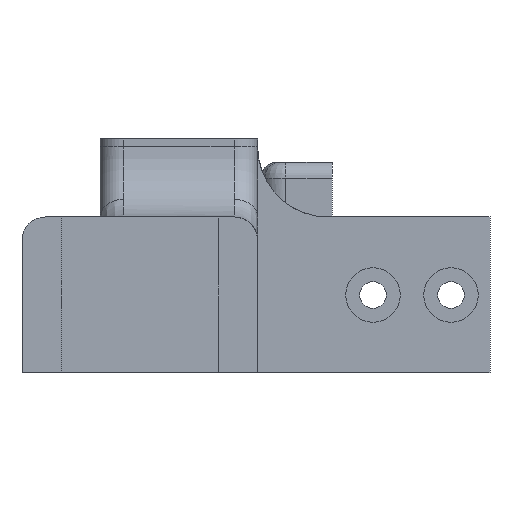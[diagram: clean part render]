
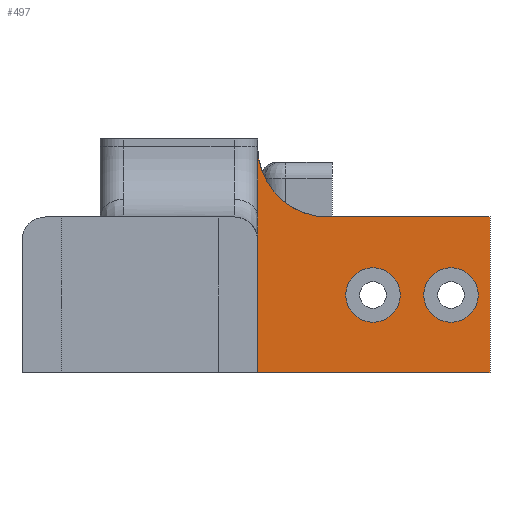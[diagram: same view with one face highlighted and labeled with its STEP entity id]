
A CAD part, left-side view. The second image highlights one B-rep face of the part: STEP entity #497.
In plain terms, the highlighted planar face has unit normal (-1, 0, 0).
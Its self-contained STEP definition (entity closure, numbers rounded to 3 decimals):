
#70 = VERTEX_POINT('',#71);
#71 = CARTESIAN_POINT('',(75.,45.8,20.));
#77 = EDGE_CURVE('',#70,#78,#80,.T.);
#78 = VERTEX_POINT('',#79);
#79 = CARTESIAN_POINT('',(75.,54.8,29.));
#80 = CIRCLE('',#81,9.);
#81 = AXIS2_PLACEMENT_3D('',#82,#83,#84);
#82 = CARTESIAN_POINT('',(75.,45.8,29.));
#83 = DIRECTION('',(1.,0.,-0.));
#84 = DIRECTION('',(0.,0.,1.));
#409 = EDGE_CURVE('',#410,#70,#412,.T.);
#410 = VERTEX_POINT('',#411);
#411 = CARTESIAN_POINT('',(75.,25.,20.));
#412 = LINE('',#413,#414);
#413 = CARTESIAN_POINT('',(75.,25.,20.));
#414 = VECTOR('',#415,1.);
#415 = DIRECTION('',(0.,1.,0.));
#497 = ADVANCED_FACE('',(#498,#532,#543),#554,.T.);
#498 = FACE_BOUND('',#499,.T.);
#499 = EDGE_LOOP('',(#500,#501,#502,#510,#518,#526));
#500 = ORIENTED_EDGE('',*,*,#409,.T.);
#501 = ORIENTED_EDGE('',*,*,#77,.T.);
#502 = ORIENTED_EDGE('',*,*,#503,.F.);
#503 = EDGE_CURVE('',#504,#78,#506,.T.);
#504 = VERTEX_POINT('',#505);
#505 = CARTESIAN_POINT('',(75.,54.8,20.));
#506 = LINE('',#507,#508);
#507 = CARTESIAN_POINT('',(75.,54.8,10.));
#508 = VECTOR('',#509,1.);
#509 = DIRECTION('',(0.,0.,1.));
#510 = ORIENTED_EDGE('',*,*,#511,.F.);
#511 = EDGE_CURVE('',#512,#504,#514,.T.);
#512 = VERTEX_POINT('',#513);
#513 = CARTESIAN_POINT('',(75.,54.8,0.));
#514 = LINE('',#515,#516);
#515 = CARTESIAN_POINT('',(75.,54.8,0.));
#516 = VECTOR('',#517,1.);
#517 = DIRECTION('',(0.,0.,1.));
#518 = ORIENTED_EDGE('',*,*,#519,.F.);
#519 = EDGE_CURVE('',#520,#512,#522,.T.);
#520 = VERTEX_POINT('',#521);
#521 = CARTESIAN_POINT('',(75.,25.,0.));
#522 = LINE('',#523,#524);
#523 = CARTESIAN_POINT('',(75.,25.,0.));
#524 = VECTOR('',#525,1.);
#525 = DIRECTION('',(0.,1.,0.));
#526 = ORIENTED_EDGE('',*,*,#527,.T.);
#527 = EDGE_CURVE('',#520,#410,#528,.T.);
#528 = LINE('',#529,#530);
#529 = CARTESIAN_POINT('',(75.,25.,0.));
#530 = VECTOR('',#531,1.);
#531 = DIRECTION('',(0.,0.,1.));
#532 = FACE_BOUND('',#533,.T.);
#533 = EDGE_LOOP('',(#534));
#534 = ORIENTED_EDGE('',*,*,#535,.F.);
#535 = EDGE_CURVE('',#536,#536,#538,.T.);
#536 = VERTEX_POINT('',#537);
#537 = CARTESIAN_POINT('',(75.,26.5,10.));
#538 = CIRCLE('',#539,3.5);
#539 = AXIS2_PLACEMENT_3D('',#540,#541,#542);
#540 = CARTESIAN_POINT('',(75.,30.,10.));
#541 = DIRECTION('',(-1.,0.,0.));
#542 = DIRECTION('',(0.,-1.,0.));
#543 = FACE_BOUND('',#544,.T.);
#544 = EDGE_LOOP('',(#545));
#545 = ORIENTED_EDGE('',*,*,#546,.F.);
#546 = EDGE_CURVE('',#547,#547,#549,.T.);
#547 = VERTEX_POINT('',#548);
#548 = CARTESIAN_POINT('',(75.,36.5,10.));
#549 = CIRCLE('',#550,3.5);
#550 = AXIS2_PLACEMENT_3D('',#551,#552,#553);
#551 = CARTESIAN_POINT('',(75.,40.,10.));
#552 = DIRECTION('',(-1.,0.,0.));
#553 = DIRECTION('',(0.,-1.,0.));
#554 = PLANE('',#555);
#555 = AXIS2_PLACEMENT_3D('',#556,#557,#558);
#556 = CARTESIAN_POINT('',(75.,25.,0.));
#557 = DIRECTION('',(-1.,0.,0.));
#558 = DIRECTION('',(0.,1.,0.));
